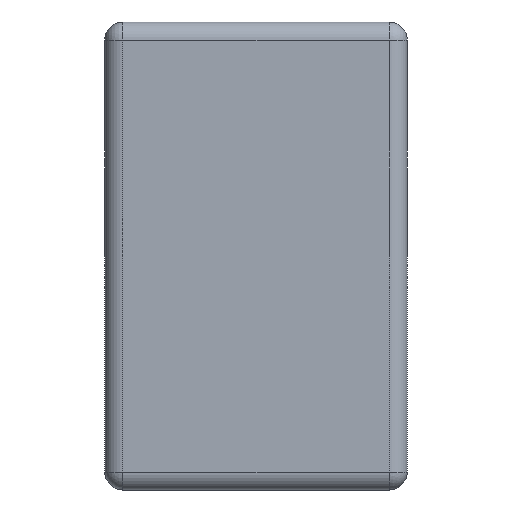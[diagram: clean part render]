
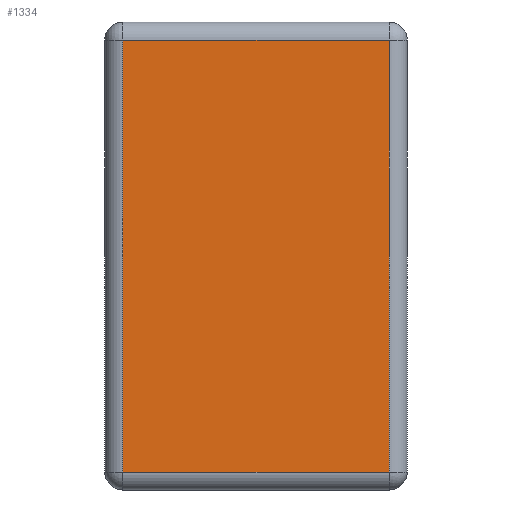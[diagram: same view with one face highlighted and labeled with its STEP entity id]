
A CAD part, left-side view. The second image highlights one B-rep face of the part: STEP entity #1334.
In plain terms, the highlighted planar face has unit normal (-1, 0, 0).
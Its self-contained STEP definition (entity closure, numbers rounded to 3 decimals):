
#645 = FACE_OUTER_BOUND ( 'NONE', #1335, .T. ) ;
#673 = CARTESIAN_POINT ( 'NONE',  ( -1.35, 0.05, 0.6 ) ) ;
#674 = DIRECTION ( 'NONE',  ( 0., 1., 0. ) ) ;
#675 = VECTOR ( 'NONE', #674, 1000. ) ;
#676 = CARTESIAN_POINT ( 'NONE',  ( -1.35, 0.84, 0.6 ) ) ;
#677 = LINE ( 'NONE', #676, #675 ) ;
#678 = DIRECTION ( 'NONE',  ( 0., 0., -1. ) ) ;
#679 = DIRECTION ( 'NONE',  ( 1., 0., 0. ) ) ;
#680 = CARTESIAN_POINT ( 'NONE',  ( -1.35, 0.84, 0.65 ) ) ;
#681 = AXIS2_PLACEMENT_3D ( 'NONE', #680, #679, #678 ) ;
#682 = PLANE ( 'NONE',  #681 ) ;
#839 = DIRECTION ( 'NONE',  ( 0., 0., 1. ) ) ;
#840 = VECTOR ( 'NONE', #839, 1000. ) ;
#841 = CARTESIAN_POINT ( 'NONE',  ( -1.35, 0.05, 0.65 ) ) ;
#842 = LINE ( 'NONE', #841, #840 ) ;
#844 = CARTESIAN_POINT ( 'NONE',  ( -1.35, 0.05, -0.6 ) ) ;
#845 = DIRECTION ( 'NONE',  ( 0., -1., 0. ) ) ;
#846 = VECTOR ( 'NONE', #845, 1000. ) ;
#847 = CARTESIAN_POINT ( 'NONE',  ( -1.35, 0.84, -0.6 ) ) ;
#848 = LINE ( 'NONE', #847, #846 ) ;
#849 = CARTESIAN_POINT ( 'NONE',  ( -1.35, 0.79, -0.6 ) ) ;
#850 = DIRECTION ( 'NONE',  ( 0., 0., -1. ) ) ;
#851 = VECTOR ( 'NONE', #850, 1000. ) ;
#852 = CARTESIAN_POINT ( 'NONE',  ( -1.35, 0.79, 0.65 ) ) ;
#853 = LINE ( 'NONE', #852, #851 ) ;
#854 = CARTESIAN_POINT ( 'NONE',  ( -1.35, 0.79, 0.6 ) ) ;
#1334 = ADVANCED_FACE ( 'NONE', ( #645 ), #682, .F. ) ;
#1335 = EDGE_LOOP ( 'NONE', ( #1336, #1392, #1395, #1398 ) ) ;
#1336 = ORIENTED_EDGE ( 'NONE', *, *, #1337, .T. ) ;
#1337 = EDGE_CURVE ( 'NONE', #1338, #1391, #677, .T. ) ;
#1338 = VERTEX_POINT ( 'NONE', #673 ) ;
#1391 = VERTEX_POINT ( 'NONE', #854 ) ;
#1392 = ORIENTED_EDGE ( 'NONE', *, *, #1393, .T. ) ;
#1393 = EDGE_CURVE ( 'NONE', #1391, #1394, #853, .T. ) ;
#1394 = VERTEX_POINT ( 'NONE', #849 ) ;
#1395 = ORIENTED_EDGE ( 'NONE', *, *, #1396, .T. ) ;
#1396 = EDGE_CURVE ( 'NONE', #1394, #1397, #848, .T. ) ;
#1397 = VERTEX_POINT ( 'NONE', #844 ) ;
#1398 = ORIENTED_EDGE ( 'NONE', *, *, #1399, .T. ) ;
#1399 = EDGE_CURVE ( 'NONE', #1397, #1338, #842, .T. ) ;
